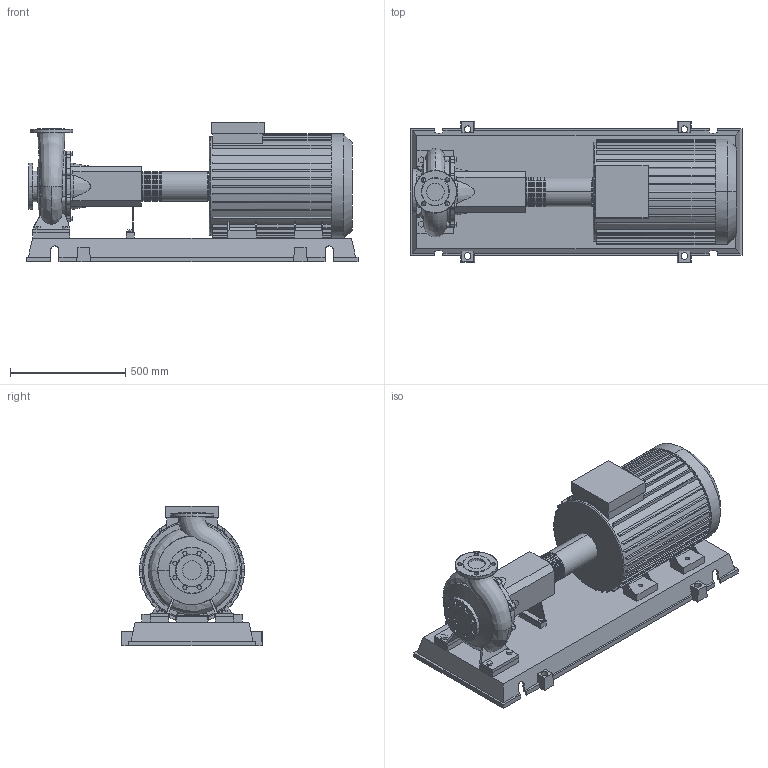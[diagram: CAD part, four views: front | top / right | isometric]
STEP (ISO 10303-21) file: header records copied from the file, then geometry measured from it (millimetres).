
FILE_DESCRIPTION((''),'2;1');
FILE_NAME('3d_NL65_250-45-2-12-4109207.stp','2015-03-03T07:17:38',(''),(''),'Mechanical Desktop 2009','Mechanical Desktop 2009',', , ');
FILE_SCHEMA(('CONFIG_CONTROL_DESIGN'));
Length unit declared in the file: millimetre
Products named in the file (1): Product
Bounding box: 1440 x 610 x 607 mm (x, y, z)
Volume: 137945346.4 mm3; surface area: 5321373.4 mm2
Topology: 14 solids, 14 shells, 875 faces, 2310 edges, 1520 vertices
Faces by surface type: plane 457, cylinder 221, bspline 175, cone 12, torus 10
Entity records: 32175 total; most frequent: CARTESIAN_POINT 10398, ORIENTED_EDGE 4622, DIRECTION 4345, EDGE_CURVE 2311, VERTEX_POINT 1518, AXIS2_PLACEMENT_3D 1451, VECTOR 1443, LINE 1443
